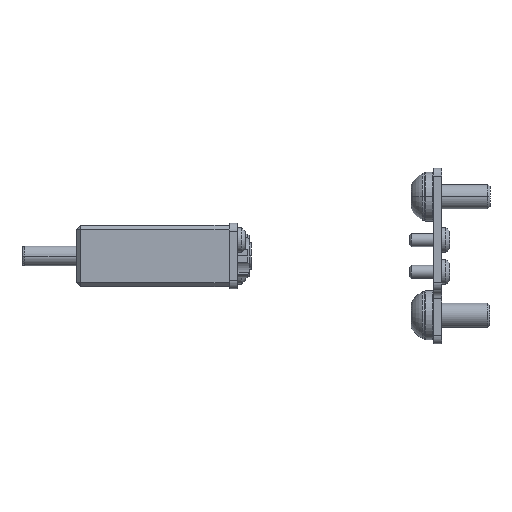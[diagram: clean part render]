
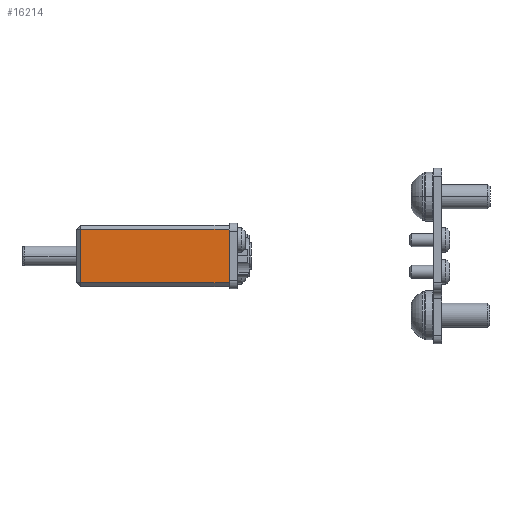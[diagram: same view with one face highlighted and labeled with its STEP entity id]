
A CAD part, left-side view. The second image highlights one B-rep face of the part: STEP entity #16214.
In plain terms, the highlighted planar face has unit normal (-1, 0, 0).
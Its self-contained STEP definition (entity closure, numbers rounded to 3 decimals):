
#193 = CARTESIAN_POINT ( 'NONE',  ( -7.75, 0., 3.75 ) ) ;
#456 = DIRECTION ( 'NONE',  ( 0., -1., 0. ) ) ;
#526 = EDGE_CURVE ( 'NONE', #22757, #32258, #8098, .T. ) ;
#994 = CARTESIAN_POINT ( 'NONE',  ( -7.75, 18.7, 3.25 ) ) ;
#2298 = EDGE_CURVE ( 'NONE', #32258, #32668, #6234, .T. ) ;
#2628 = ORIENTED_EDGE ( 'NONE', *, *, #7850, .T. ) ;
#3559 = CARTESIAN_POINT ( 'NONE',  ( -7.75, 18.2, -3.25 ) ) ;
#6234 = LINE ( 'NONE', #9330, #18088 ) ;
#7850 = EDGE_CURVE ( 'NONE', #32668, #15633, #18552, .T. ) ;
#8098 = LINE ( 'NONE', #994, #20263 ) ;
#9330 = CARTESIAN_POINT ( 'NONE',  ( -7.75, 18.2, 3.75 ) ) ;
#9590 = LINE ( 'NONE', #193, #21615 ) ;
#9871 = DIRECTION ( 'NONE',  ( 1., 0., 0. ) ) ;
#10724 = ORIENTED_EDGE ( 'NONE', *, *, #526, .T. ) ;
#13009 = CARTESIAN_POINT ( 'NONE',  ( -7.75, 0., 3.25 ) ) ;
#13022 = CARTESIAN_POINT ( 'NONE',  ( -7.75, 18.2, 3.25 ) ) ;
#13047 = ORIENTED_EDGE ( 'NONE', *, *, #35401, .T. ) ;
#15633 = VERTEX_POINT ( 'NONE', #24300 ) ;
#16149 = CARTESIAN_POINT ( 'NONE',  ( -7.75, 18.7, 3.75 ) ) ;
#16214 = ADVANCED_FACE ( 'NONE', ( #31169 ), #40812, .F. ) ;
#18088 = VECTOR ( 'NONE', #41304, 1000. ) ;
#18552 = LINE ( 'NONE', #31303, #35503 ) ;
#19067 = ORIENTED_EDGE ( 'NONE', *, *, #2298, .T. ) ;
#20263 = VECTOR ( 'NONE', #32746, 1000. ) ;
#21615 = VECTOR ( 'NONE', #37394, 1000. ) ;
#22757 = VERTEX_POINT ( 'NONE', #13009 ) ;
#24300 = CARTESIAN_POINT ( 'NONE',  ( -7.75, 0., -3.25 ) ) ;
#30011 = EDGE_LOOP ( 'NONE', ( #19067, #2628, #13047, #10724 ) ) ;
#31169 = FACE_OUTER_BOUND ( 'NONE', #30011, .T. ) ;
#31303 = CARTESIAN_POINT ( 'NONE',  ( -7.75, 18.7, -3.25 ) ) ;
#32258 = VERTEX_POINT ( 'NONE', #13022 ) ;
#32668 = VERTEX_POINT ( 'NONE', #3559 ) ;
#32746 = DIRECTION ( 'NONE',  ( 0., 1., 0. ) ) ;
#33522 = AXIS2_PLACEMENT_3D ( 'NONE', #16149, #9871, #456 ) ;
#35401 = EDGE_CURVE ( 'NONE', #15633, #22757, #9590, .T. ) ;
#35503 = VECTOR ( 'NONE', #40944, 1000. ) ;
#37394 = DIRECTION ( 'NONE',  ( 0., 0., 1. ) ) ;
#40812 = PLANE ( 'NONE',  #33522 ) ;
#40944 = DIRECTION ( 'NONE',  ( 0., -1., 0. ) ) ;
#41304 = DIRECTION ( 'NONE',  ( 0., 0., -1. ) ) ;
